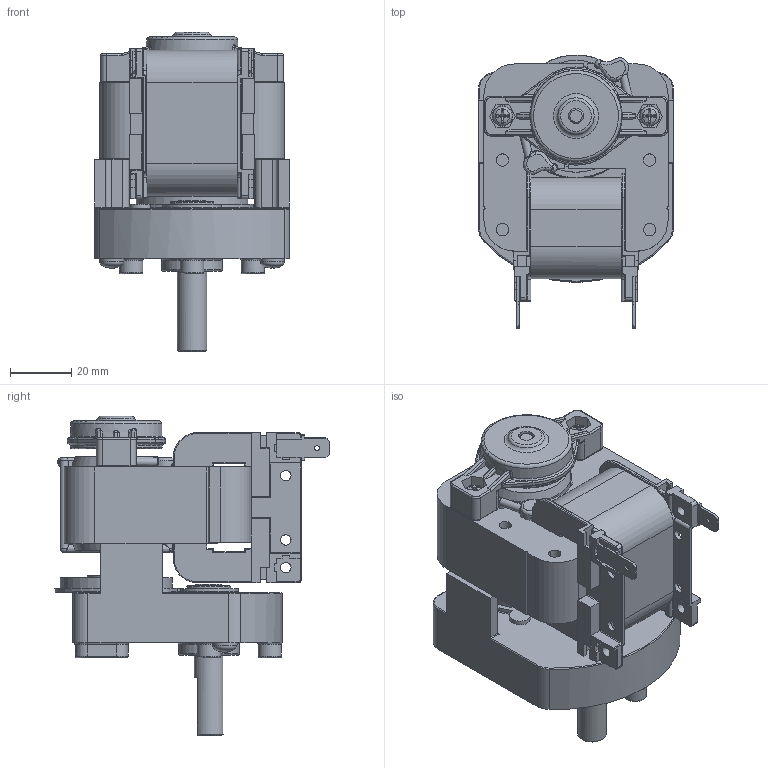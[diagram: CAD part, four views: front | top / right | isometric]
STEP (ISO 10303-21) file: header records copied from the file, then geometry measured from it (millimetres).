
FILE_DESCRIPTION((''),'2;1');
FILE_NAME('SK SERIES MOTOR ISG-3 TYPE.stp','2015-03-05T11:46:56',('jh-hong'),(''),'Autodesk Inventor 2012','Autodesk Inventor 2012','');
FILE_SCHEMA(('AUTOMOTIVE_DESIGN { 1 0 10303 214 1 1 1 1 }'));
Length unit declared in the file: millimetre
Products named in the file (1): 부품2
Bounding box: 63.5 x 89.37 x 104.1 mm (x, y, z)
Volume: 171701.4 mm3; surface area: 73672.9 mm2
Topology: 2 solids, 17 shells, 1155 faces, 2940 edges, 1805 vertices
Faces by surface type: plane 449, cylinder 382, torus 133, cone 111, bspline 63, sphere 17
Full cylindrical faces by diameter (mm): 1 x3, 1.65 x2, 2.6 x14, 3.242 x12, 3.4 x8, 3.571 x3, 3.621 x2, 4 x9, 4.4 x3, 4.45 x1, 4.5 x2, 5 x2, 6.95 x4, 7 x4, 7.3 x1, 7.62 x3, 8 x2, 9 x1, 9.525 x1, 9.565 x2, 14.3 x3, 15.5 x1, 16.6 x2, 16.9 x1, 17 x1, 17.6 x2, 19 x1, 19.8 x1, 28.9 x1, 30 x1
Entity records: 36972 total; most frequent: CARTESIAN_POINT 10381, DIRECTION 5556, ORIENTED_EDGE 5308, EDGE_CURVE 2654, AXIS2_PLACEMENT_3D 2126, VERTEX_POINT 1729, EDGE_LOOP 1434, VECTOR 1304
